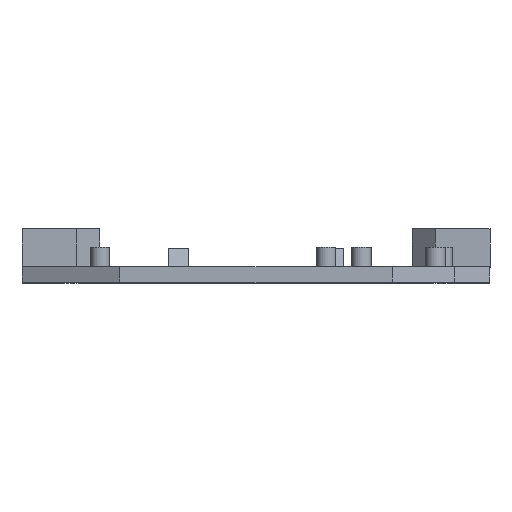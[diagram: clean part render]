
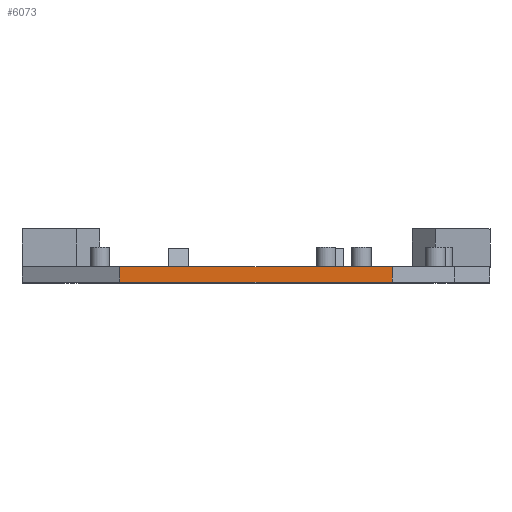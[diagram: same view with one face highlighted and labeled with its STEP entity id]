
A CAD part, top view. The second image highlights one B-rep face of the part: STEP entity #6073.
In plain terms, the highlighted planar face has unit normal (0, 0, 1).
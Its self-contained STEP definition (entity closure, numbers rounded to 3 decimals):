
#749=FACE_OUTER_BOUND('',#1151,.T.);
#1151=EDGE_LOOP('',(#5522,#5523,#5524,#5525));
#1227=LINE('',#7789,#1859);
#1566=LINE('',#10176,#2198);
#1784=LINE('',#10681,#2416);
#1785=LINE('',#10683,#2417);
#1859=VECTOR('',#6521,10.);
#2198=VECTOR('',#7076,10.);
#2416=VECTOR('',#7602,10.);
#2417=VECTOR('',#7605,10.);
#2482=VERTEX_POINT('',#7786);
#2483=VERTEX_POINT('',#7788);
#2862=VERTEX_POINT('',#10173);
#2863=VERTEX_POINT('',#10175);
#3073=EDGE_CURVE('',#2482,#2483,#1227,.T.);
#3602=EDGE_CURVE('',#2862,#2863,#1566,.T.);
#3848=EDGE_CURVE('',#2482,#2863,#1784,.T.);
#3849=EDGE_CURVE('',#2483,#2862,#1785,.T.);
#5522=ORIENTED_EDGE('',*,*,#3073,.F.);
#5523=ORIENTED_EDGE('',*,*,#3848,.T.);
#5524=ORIENTED_EDGE('',*,*,#3602,.F.);
#5525=ORIENTED_EDGE('',*,*,#3849,.F.);
#5763=PLANE('',#6379);
#6073=ADVANCED_FACE('',(#749),#5763,.T.);
#6379=AXIS2_PLACEMENT_3D('',#10682,#7603,#7604);
#6521=DIRECTION('',(-1.,0.,0.));
#7076=DIRECTION('',(1.,0.,0.));
#7602=DIRECTION('',(0.,1.,0.));
#7603=DIRECTION('center_axis',(0.,0.,1.));
#7604=DIRECTION('ref_axis',(1.,0.,0.));
#7605=DIRECTION('',(0.,1.,0.));
#7786=CARTESIAN_POINT('',(35.,0.,105.));
#7788=CARTESIAN_POINT('',(-35.,0.,105.));
#7789=CARTESIAN_POINT('',(35.,0.,105.));
#10173=CARTESIAN_POINT('',(-35.,4.,105.));
#10175=CARTESIAN_POINT('',(35.,4.,105.));
#10176=CARTESIAN_POINT('',(35.,4.,105.));
#10681=CARTESIAN_POINT('',(35.,0.,105.));
#10682=CARTESIAN_POINT('Origin',(-35.,0.,105.));
#10683=CARTESIAN_POINT('',(-35.,0.,105.));
